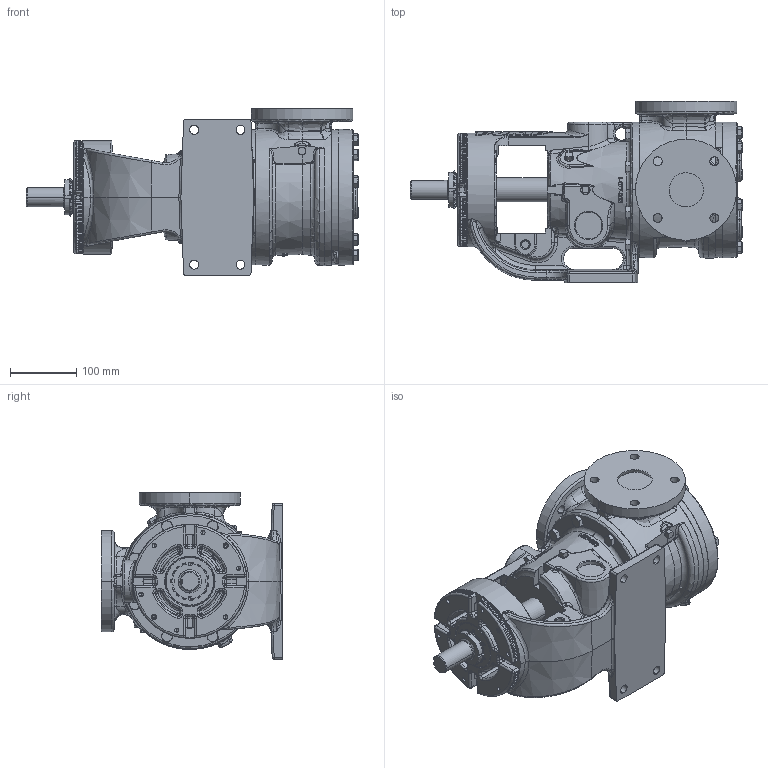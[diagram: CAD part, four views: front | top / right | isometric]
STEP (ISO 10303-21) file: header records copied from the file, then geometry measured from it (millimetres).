
FILE_DESCRIPTION (( 'STEP AP214' ), '1' );
FILE_NAME ('K223A.STEP', '2016-10-05T18:12:59', ( '' ), ( '' ), 'SwSTEP 2.0', 'SolidWorks 2015', '' );
FILE_SCHEMA (( 'AUTOMOTIVE_DESIGN' ));
Length unit declared in the file: inch
Products named in the file (2): K223A
Bounding box: 500.02 x 273.05 x 250.82 mm (x, y, z)
Volume: 10506770 mm3; surface area: 619461.6 mm2
Topology: 1 solids, 1 shells, 2911 faces, 7422 edges, 4518 vertices
Faces by surface type: plane 883, cone 695, bspline 661, cylinder 442, torus 166, sphere 64
Entity records: 195286 total; most frequent: CARTESIAN_POINT 107869, ORIENTED_EDGE 14680, DIRECTION 11912, EDGE_CURVE 7340, AXIS2_PLACEMENT_3D 4863, VERTEX_POINT 4515, EDGE_LOOP 3065, ADVANCED_FACE 2911
